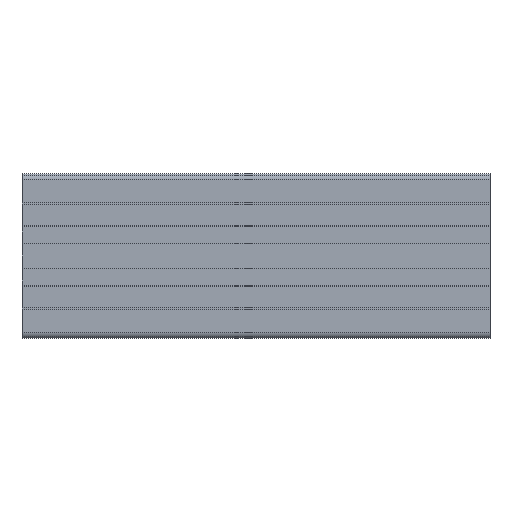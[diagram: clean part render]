
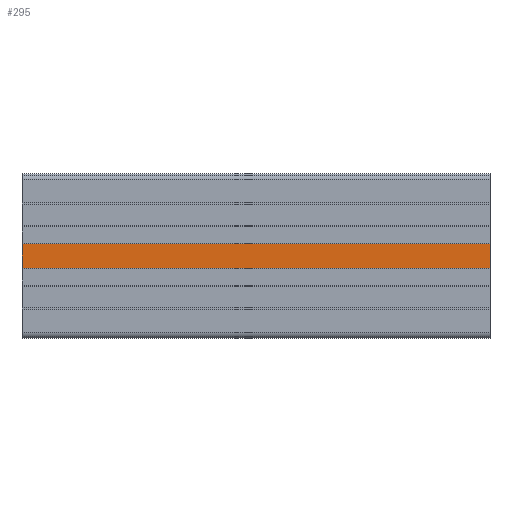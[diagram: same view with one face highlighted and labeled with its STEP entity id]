
A CAD part, front view. The second image highlights one B-rep face of the part: STEP entity #295.
In plain terms, the highlighted planar face has unit normal (0, -1, 0).
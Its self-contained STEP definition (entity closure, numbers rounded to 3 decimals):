
#295=ADVANCED_FACE('',(#781),#782,.T.);
#781=FACE_OUTER_BOUND('',#1469,.T.);
#782=PLANE('',#1470);
#1469=EDGE_LOOP('',(#2271,#2272,#2273,#2274));
#1470=AXIS2_PLACEMENT_3D('',#2275,#2276,#2277);
#2271=ORIENTED_EDGE('',*,*,#4405,.T.);
#2272=ORIENTED_EDGE('',*,*,#4406,.F.);
#2273=ORIENTED_EDGE('',*,*,#4407,.F.);
#2274=ORIENTED_EDGE('',*,*,#4402,.T.);
#2275=CARTESIAN_POINT('',(0.0,-19.,0.0));
#2276=DIRECTION('',(0.0,-1.0,0.0));
#2277=DIRECTION('',(0.0,0.0,-1.0));
#4402=EDGE_CURVE('',#5374,#5372,#5375,.T.);
#4405=EDGE_CURVE('',#5372,#5378,#5379,.T.);
#4406=EDGE_CURVE('',#5380,#5378,#5381,.T.);
#4407=EDGE_CURVE('',#5374,#5380,#5382,.T.);
#5372=VERTEX_POINT('',#6745);
#5374=VERTEX_POINT('',#6748);
#5375=LINE('',#6749,#6750);
#5378=VERTEX_POINT('',#6754);
#5379=LINE('',#6755,#6756);
#5380=VERTEX_POINT('',#6757);
#5381=LINE('',#6758,#6759);
#5382=LINE('',#6760,#6761);
#6745=CARTESIAN_POINT('',(227.0,-19.,-6.));
#6748=CARTESIAN_POINT('',(0.0,-19.,-6.));
#6749=CARTESIAN_POINT('',(0.0,-19.,-6.));
#6750=VECTOR('',#8567,1.0);
#6754=CARTESIAN_POINT('',(227.0,-19.,6.));
#6755=CARTESIAN_POINT('',(227.0,-19.,-6.));
#6756=VECTOR('',#8569,1.0);
#6757=CARTESIAN_POINT('',(0.0,-19.,6.));
#6758=CARTESIAN_POINT('',(0.0,-19.,6.));
#6759=VECTOR('',#8570,1.0);
#6760=CARTESIAN_POINT('',(0.0,-19.,-6.));
#6761=VECTOR('',#8571,1.0);
#8567=DIRECTION('',(1.0,0.0,0.0));
#8569=DIRECTION('',(0.0,0.0,1.0));
#8570=DIRECTION('',(1.0,0.0,0.0));
#8571=DIRECTION('',(0.0,0.0,1.0));
